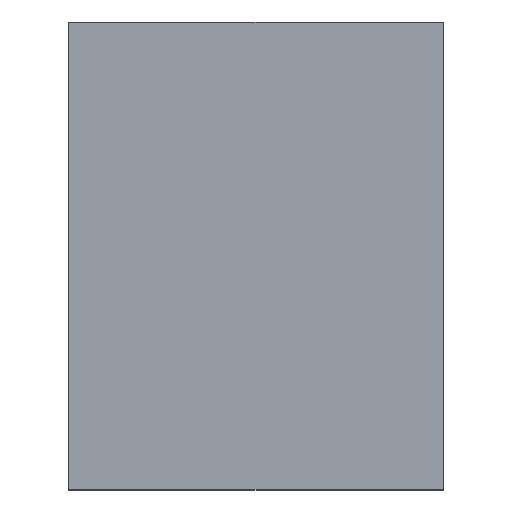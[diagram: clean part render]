
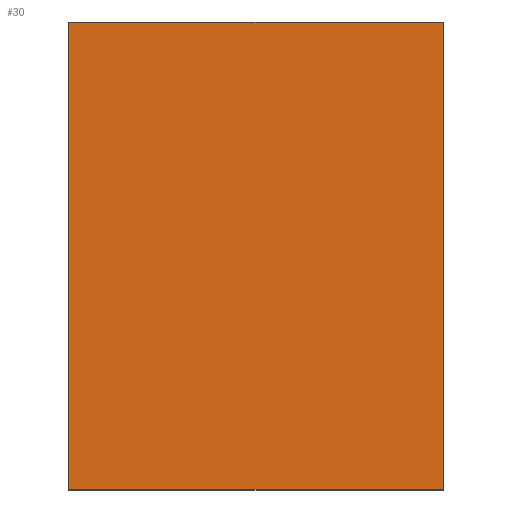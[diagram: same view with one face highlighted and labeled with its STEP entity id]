
A CAD part, top view. The second image highlights one B-rep face of the part: STEP entity #30.
In plain terms, the highlighted planar face has unit normal (0, 0, 1).
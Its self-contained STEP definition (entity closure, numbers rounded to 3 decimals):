
#30=ADVANCED_FACE('',(#39),#94,.T.);
#39=FACE_OUTER_BOUND('',#48,.F.);
#48=EDGE_LOOP('',(#58,#59,#60,#61));
#58=ORIENTED_EDGE('',*,*,#139,.T.);
#59=ORIENTED_EDGE('',*,*,#142,.T.);
#60=ORIENTED_EDGE('',*,*,#141,.T.);
#61=ORIENTED_EDGE('',*,*,#140,.T.);
#94=PLANE('',#177);
#109=LINE('',#246,#123);
#110=LINE('',#247,#124);
#111=LINE('',#248,#125);
#112=LINE('',#249,#126);
#123=VECTOR('',#193,50.);
#124=VECTOR('',#194,40.);
#125=VECTOR('',#195,50.);
#126=VECTOR('',#196,40.);
#139=EDGE_CURVE('',#168,#167,#109,.T.);
#140=EDGE_CURVE('',#166,#168,#110,.T.);
#141=EDGE_CURVE('',#165,#166,#111,.T.);
#142=EDGE_CURVE('',#167,#165,#112,.T.);
#165=VERTEX_POINT('',#238);
#166=VERTEX_POINT('',#239);
#167=VERTEX_POINT('',#240);
#168=VERTEX_POINT('',#241);
#177=AXIS2_PLACEMENT_3D('',#262,#211,#212);
#193=DIRECTION('',(0.,1.,0.));
#194=DIRECTION('',(-1.,0.,0.));
#195=DIRECTION('',(0.,-1.,0.));
#196=DIRECTION('',(1.,0.,0.));
#211=DIRECTION('',(0.,0.,1.));
#212=DIRECTION('',(1.,0.,0.));
#238=CARTESIAN_POINT('',(20.,25.,30.));
#239=CARTESIAN_POINT('',(20.,-25.,30.));
#240=CARTESIAN_POINT('',(-20.,25.,30.));
#241=CARTESIAN_POINT('',(-20.,-25.,30.));
#246=CARTESIAN_POINT('',(-20.,-25.,30.));
#247=CARTESIAN_POINT('',(20.,-25.,30.));
#248=CARTESIAN_POINT('',(20.,25.,30.));
#249=CARTESIAN_POINT('',(-20.,25.,30.));
#262=CARTESIAN_POINT('',(-20.5,-25.5,30.));
